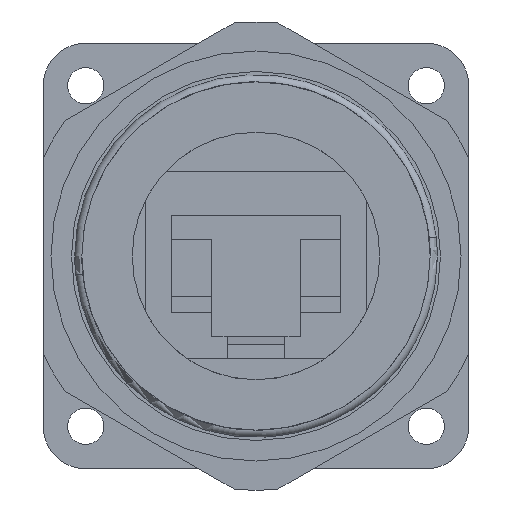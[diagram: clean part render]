
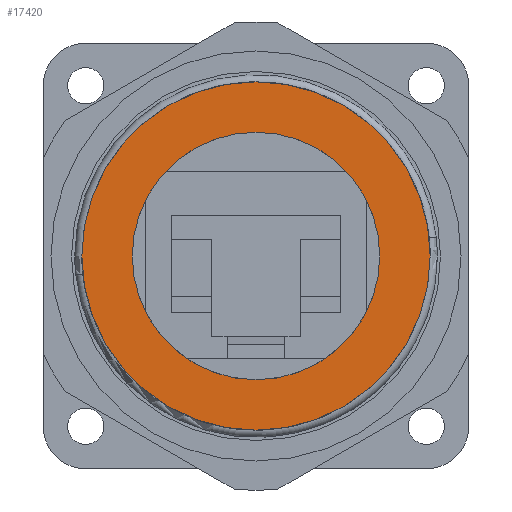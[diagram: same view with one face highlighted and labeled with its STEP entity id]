
A CAD part, front view. The second image highlights one B-rep face of the part: STEP entity #17420.
In plain terms, the highlighted face is planar.
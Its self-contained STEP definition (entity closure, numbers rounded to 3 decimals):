
#15970=CARTESIAN_POINT('',(12.275,0.,-20.));
#15980=VERTEX_POINT('',#15970);
#16010=CARTESIAN_POINT('',(0.,0.,
-20.));
#16020=DIRECTION('',(0.,0.,-1.));
#16030=DIRECTION('',(1.,0.,0.));
#16040=AXIS2_PLACEMENT_3D('',#16010,#16020,#16030);
#16050=CIRCLE('',#16040,12.275);
#16060=CARTESIAN_POINT('',(0.,-12.275,-20.));
#16070=VERTEX_POINT('',#16060);
#16080=EDGE_CURVE('',#15980,#16070,#16050,.T.);
#16100=CARTESIAN_POINT('',(-12.275,0.,-20.));
#16110=VERTEX_POINT('',#16100);
#16120=EDGE_CURVE('',#16070,#16110,#16050,.T.);
#17120=CARTESIAN_POINT('',(36.825,12.275,-20.));
#17130=DIRECTION('',(-0.,-0.,-1.));
#17140=DIRECTION('',(0.,-1.,0.));
#17150=AXIS2_PLACEMENT_3D('',#17120,#17130,#17140);
#17160=PLANE('',#17150);
#17170=EDGE_CURVE('',#16110,#15980,#16050,.T.);
#17180=ORIENTED_EDGE('',*,*,#17170,.T.);
#17190=ORIENTED_EDGE('',*,*,#16120,.T.);
#17200=ORIENTED_EDGE('',*,*,#16080,.T.);
#17210=EDGE_LOOP('',(#17200,#17190,#17180));
#17220=FACE_OUTER_BOUND('',#17210,.T.);
#17230=CARTESIAN_POINT('',(0.,0.,
-20.));
#17240=DIRECTION('',(0.,0.,1.));
#17250=DIRECTION('',(1.,0.,0.));
#17260=AXIS2_PLACEMENT_3D('',#17230,#17240,#17250);
#17270=CIRCLE('',#17260,8.725);
#17280=CARTESIAN_POINT('',(8.725,0.,-20.));
#17290=VERTEX_POINT('',#17280);
#17300=CARTESIAN_POINT('',(-8.725,0.,-20.));
#17310=VERTEX_POINT('',#17300);
#17320=EDGE_CURVE('',#17290,#17310,#17270,.T.);
#17330=ORIENTED_EDGE('',*,*,#17320,.T.);
#17340=CARTESIAN_POINT('',(0.,-8.725,-20.));
#17350=VERTEX_POINT('',#17340);
#17360=EDGE_CURVE('',#17350,#17290,#17270,.T.);
#17370=ORIENTED_EDGE('',*,*,#17360,.T.);
#17380=EDGE_CURVE('',#17310,#17350,#17270,.T.);
#17390=ORIENTED_EDGE('',*,*,#17380,.T.);
#17400=EDGE_LOOP('',(#17390,#17370,#17330));
#17410=FACE_BOUND('',#17400,.T.);
#17420=ADVANCED_FACE('',(#17220,#17410),#17160,.T.);
